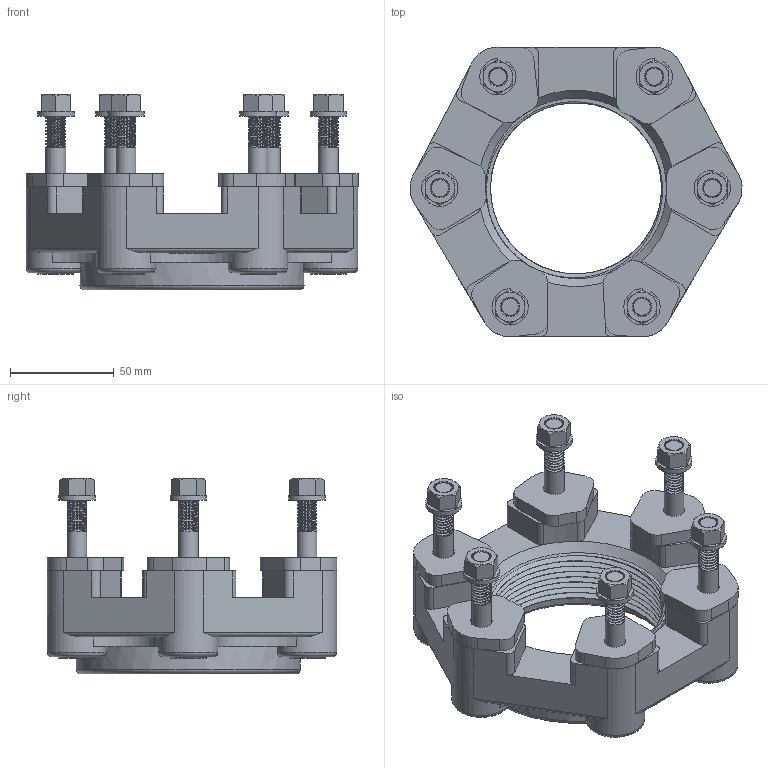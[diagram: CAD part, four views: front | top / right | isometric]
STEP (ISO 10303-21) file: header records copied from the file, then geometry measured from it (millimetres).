
FILE_DESCRIPTION(/* description */ ('3" NPT BOLTED INSIDE TANK FITTING ASSEMBLY'),/* implementation_level */ '2;1');
FILE_NAME(/* name */ 'BF302BDA.stp',/* time_stamp */ '2020-04-22T08:36:34-04:00',/* author */ ('ALR'),/* organization */ (''),/* preprocessor_version */ 'ST-DEVELOPER v17.2',/* originating_system */ 'Autodesk Inventor 2019',/* authorisation */ '');
FILE_SCHEMA (('AUTOMOTIVE_DESIGN { 1 0 10303 214 3 1 1 }'));
Length unit declared in the file: inch
Products named in the file (7): BF302BDA; BF301BD; BF304A; BF306; BF300GFE; V20018; V20019
Assembly tree (31 placements, depth 2):
  BF302BDA
    BF301BD
    BF304A  x6
    BF306  x6
    BF300GFE  x6
    V20018  x6
    V20019  x6
Bounding box: 159.78 x 139.45 x 94.16 mm (x, y, z)
Volume: 452314.9 mm3; surface area: 124601.1 mm2
Topology: 31 solids, 31 shells, 1513 faces, 3933 edges, 2542 vertices
Faces by surface type: cylinder 487, plane 486, cone 437, bspline 84, torus 13, sphere 6
Full cylindrical faces by diameter (mm): 8.236 x90, 9.525 x90, 10.319 x6, 10.414 x6, 18.161 x6, 18.847 x12, 19.05 x6, 107.95 x1
Entity records: 22368 total; most frequent: CARTESIAN_POINT 7768, ORIENTED_EDGE 3106, DIRECTION 2758, EDGE_CURVE 1553, VERTEX_POINT 1017, AXIS2_PLACEMENT_3D 957, LINE 844, VECTOR 844
